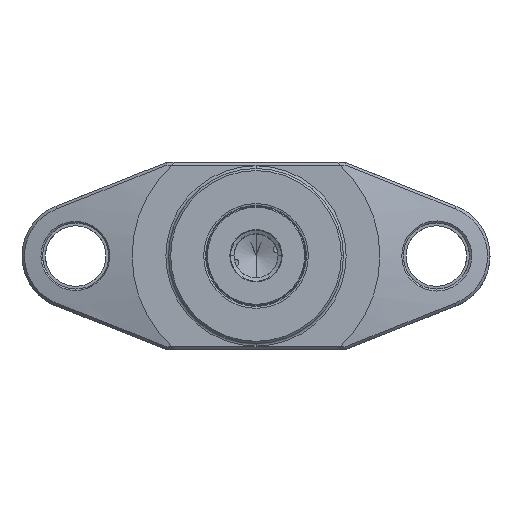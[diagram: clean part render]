
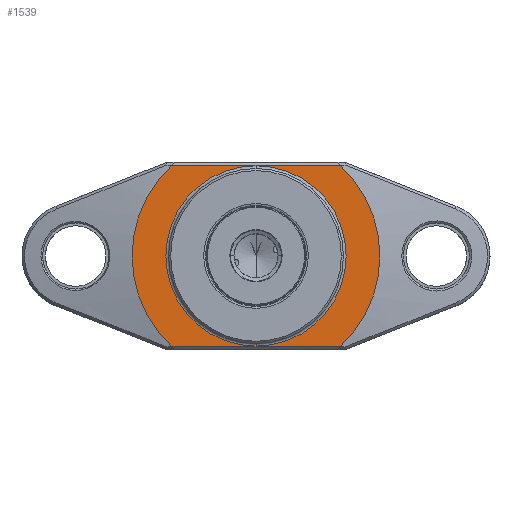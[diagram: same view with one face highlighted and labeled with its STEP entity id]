
A CAD part, top view. The second image highlights one B-rep face of the part: STEP entity #1539.
In plain terms, the highlighted planar face has unit normal (0, 0, 1).
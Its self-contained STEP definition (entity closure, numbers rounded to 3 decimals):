
#1379=VERTEX_POINT('NONE',#3541);
#1403=EDGE_CURVE('NONE',#1379,#2681,#3569,.T.);
#1433=EDGE_CURVE('NONE',#1715,#2077,#3599,.T.);
#1539=ADVANCED_FACE('NONE',(#3716,#3717),#3718,.T.);
#1715=VERTEX_POINT('NONE',#3908);
#1977=VERTEX_POINT('NONE',#4196);
#2077=VERTEX_POINT('NONE',#4306);
#2167=EDGE_CURVE('NONE',#2077,#1379,#4407,.T.);
#2417=EDGE_CURVE('NONE',#2463,#1977,#4681,.F.);
#2463=VERTEX_POINT('NONE',#4736);
#2633=EDGE_CURVE('NONE',#1977,#2463,#4925,.F.);
#2681=VERTEX_POINT('NONE',#4978);
#3105=EDGE_CURVE('NONE',#2681,#1715,#5442,.T.);
#3541=CARTESIAN_POINT('',(30.594,33.0,-2.0));
#3569=LINE('',#6485,#6486);
#3599=LINE('',#6569,#6570);
#3716=FACE_OUTER_BOUND('',#6952,.T.);
#3717=FACE_BOUND('',#6953,.T.);
#3718=PLANE('',#6954);
#3908=CARTESIAN_POINT('',(-30.594,-33.0,-2.0));
#4196=CARTESIAN_POINT('',(0.,-32.75,-2.0));
#4306=CARTESIAN_POINT('',(30.594,-33.0,-2.0));
#4407=CIRCLE('',#8970,45.0);
#4681=CIRCLE('',#9615,32.75);
#4736=CARTESIAN_POINT('',(0.0,32.75,-2.0));
#4925=CIRCLE('',#10659,32.75);
#4978=CARTESIAN_POINT('',(-30.594,33.0,-2.0));
#5442=CIRCLE('',#12222,45.0);
#6485=CARTESIAN_POINT('',(-48.946,33.0,-2.0));
#6486=VECTOR('',#12896,1.0);
#6569=CARTESIAN_POINT('',(-48.946,-33.0,-2.0));
#6570=VECTOR('',#12909,1.0);
#6952=EDGE_LOOP('',(#13036,#13037,#13038,#13039));
#6953=EDGE_LOOP('',(#13040,#13041));
#6954=AXIS2_PLACEMENT_3D('',#13042,#13043,#13044);
#8970=AXIS2_PLACEMENT_3D('',#13793,#13794,#13795);
#9615=AXIS2_PLACEMENT_3D('',#14095,#14096,#14097);
#10659=AXIS2_PLACEMENT_3D('',#14399,#14400,#14401);
#12222=AXIS2_PLACEMENT_3D('',#14930,#14931,#14932);
#12896=DIRECTION('',(-1.0,0.,0.0));
#12909=DIRECTION('',(1.0,0.,0.0));
#13036=ORIENTED_EDGE('',*,*,#2167,.T.);
#13037=ORIENTED_EDGE('',*,*,#1403,.T.);
#13038=ORIENTED_EDGE('',*,*,#3105,.T.);
#13039=ORIENTED_EDGE('',*,*,#1433,.T.);
#13040=ORIENTED_EDGE('',*,*,#2417,.T.);
#13041=ORIENTED_EDGE('',*,*,#2633,.T.);
#13042=CARTESIAN_POINT('',(-65.5,0.0,-2.0));
#13043=DIRECTION('',(0.0,-0.0,1.0));
#13044=DIRECTION('',(0.0,1.0,0.0));
#13793=CARTESIAN_POINT('',(0.0,0.0,-2.0));
#13794=DIRECTION('',(0.0,0.0,1.0));
#13795=DIRECTION('',(0.0,-1.0,0.0));
#14095=CARTESIAN_POINT('',(0.0,0.0,-2.0));
#14096=DIRECTION('',(0.0,-0.0,1.0));
#14097=DIRECTION('',(0.0,1.0,0.0));
#14399=CARTESIAN_POINT('',(0.0,0.0,-2.0));
#14400=DIRECTION('',(0.0,-0.0,1.0));
#14401=DIRECTION('',(0.0,1.0,0.0));
#14930=CARTESIAN_POINT('',(0.0,0.0,-2.0));
#14931=DIRECTION('',(0.0,0.0,1.0));
#14932=DIRECTION('',(0.0,-1.0,0.0));
